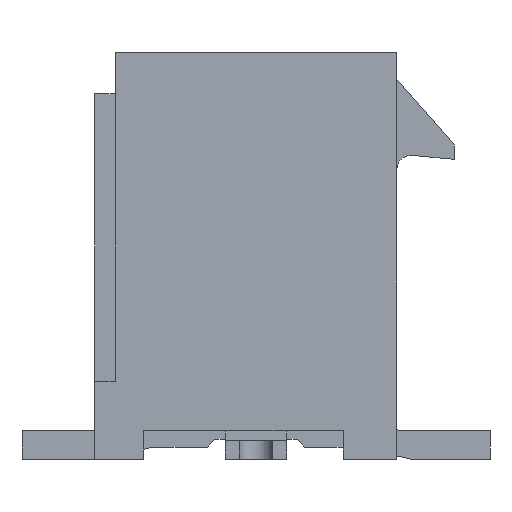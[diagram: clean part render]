
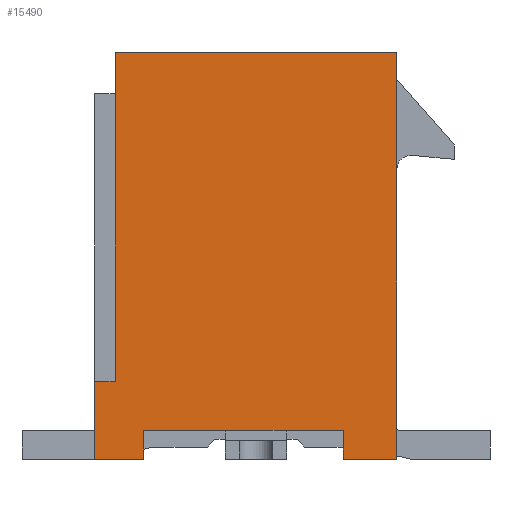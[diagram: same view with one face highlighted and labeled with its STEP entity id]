
A CAD part, left-side view. The second image highlights one B-rep face of the part: STEP entity #15490.
In plain terms, the highlighted face is planar.
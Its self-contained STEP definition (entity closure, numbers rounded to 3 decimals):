
#3694=ORIENTED_EDGE('',*,*,#6485,.F.);
#3695=ORIENTED_EDGE('',*,*,#6630,.F.);
#3696=ORIENTED_EDGE('',*,*,#6631,.F.);
#3697=ORIENTED_EDGE('',*,*,#6632,.F.);
#3698=ORIENTED_EDGE('',*,*,#6617,.F.);
#3699=ORIENTED_EDGE('',*,*,#6633,.T.);
#3700=ORIENTED_EDGE('',*,*,#6634,.T.);
#3701=ORIENTED_EDGE('',*,*,#6605,.T.);
#3702=ORIENTED_EDGE('',*,*,#6628,.T.);
#3703=ORIENTED_EDGE('',*,*,#6635,.F.);
#6485=EDGE_CURVE('',#8057,#8054,#10051,.T.);
#6605=EDGE_CURVE('',#8151,#8150,#10169,.T.);
#6617=EDGE_CURVE('',#8156,#8157,#10181,.T.);
#6628=EDGE_CURVE('',#8150,#8164,#10192,.T.);
#6630=EDGE_CURVE('',#8165,#8057,#10194,.T.);
#6631=EDGE_CURVE('',#8166,#8165,#10195,.T.);
#6632=EDGE_CURVE('',#8157,#8166,#10196,.T.);
#6633=EDGE_CURVE('',#8156,#8167,#10197,.T.);
#6634=EDGE_CURVE('',#8167,#8151,#10198,.T.);
#6635=EDGE_CURVE('',#8054,#8164,#10199,.T.);
#8054=VERTEX_POINT('',#24386);
#8057=VERTEX_POINT('',#24393);
#8150=VERTEX_POINT('',#24644);
#8151=VERTEX_POINT('',#24646);
#8156=VERTEX_POINT('',#24666);
#8157=VERTEX_POINT('',#24668);
#8164=VERTEX_POINT('',#24689);
#8165=VERTEX_POINT('',#24693);
#8166=VERTEX_POINT('',#24695);
#8167=VERTEX_POINT('',#24698);
#10051=LINE('',#24394,#12171);
#10169=LINE('',#24645,#12289);
#10181=LINE('',#24667,#12301);
#10192=LINE('',#24688,#12312);
#10194=LINE('',#24692,#12314);
#10195=LINE('',#24694,#12315);
#10196=LINE('',#24696,#12316);
#10197=LINE('',#24697,#12317);
#10198=LINE('',#24699,#12318);
#10199=LINE('',#24700,#12319);
#12171=VECTOR('',#19934,1000.);
#12289=VECTOR('',#20132,1000.);
#12301=VECTOR('',#20152,1000.);
#12312=VECTOR('',#20169,1000.);
#12314=VECTOR('',#20173,1000.);
#12315=VECTOR('',#20174,1000.);
#12316=VECTOR('',#20175,1000.);
#12317=VECTOR('',#20176,1000.);
#12318=VECTOR('',#20177,1000.);
#12319=VECTOR('',#20178,1000.);
#13101=EDGE_LOOP('',(#3694,#3695,#3696,#3697,#3698,#3699,#3700,#3701,#3702,
#3703));
#13923=FACE_BOUND('',#13101,.T.);
#14705=PLANE('',#16531);
#15490=ADVANCED_FACE('',(#13923),#14705,.T.);
#16531=AXIS2_PLACEMENT_3D('',#24691,#20171,#20172);
#19934=DIRECTION('',(0.,1.,0.));
#20132=DIRECTION('',(0.,0.,-1.));
#20152=DIRECTION('',(0.,1.,0.));
#20169=DIRECTION('',(0.,1.,0.));
#20171=DIRECTION('',(1.,0.,0.));
#20172=DIRECTION('',(0.,0.,-1.));
#20173=DIRECTION('',(0.,0.,-1.));
#20174=DIRECTION('',(0.,-1.,0.));
#20175=DIRECTION('',(0.,0.,-1.));
#20176=DIRECTION('',(0.,0.,-1.));
#20177=DIRECTION('',(0.,1.,0.));
#20178=DIRECTION('',(0.,0.,-1.));
#24386=CARTESIAN_POINT('',(13.85,4.95,-2.48));
#24393=CARTESIAN_POINT('',(13.85,4.25,-2.48));
#24394=CARTESIAN_POINT('',(13.85,-4.95,-2.48));
#24644=CARTESIAN_POINT('',(13.85,3.05,-3.68));
#24645=CARTESIAN_POINT('',(13.85,3.05,-3.18));
#24646=CARTESIAN_POINT('',(13.85,3.05,-3.18));
#24666=CARTESIAN_POINT('',(13.85,-4.95,3.68));
#24667=CARTESIAN_POINT('',(13.85,-4.95,3.68));
#24668=CARTESIAN_POINT('',(13.85,4.95,3.68));
#24688=CARTESIAN_POINT('',(13.85,-4.95,-3.68));
#24689=CARTESIAN_POINT('',(13.85,4.95,-3.68));
#24691=CARTESIAN_POINT('',(13.85,-4.95,3.68));
#24692=CARTESIAN_POINT('',(13.85,4.25,3.68));
#24693=CARTESIAN_POINT('',(13.85,4.25,2.37));
#24694=CARTESIAN_POINT('',(13.85,-4.95,2.37));
#24695=CARTESIAN_POINT('',(13.85,4.95,2.37));
#24696=CARTESIAN_POINT('',(13.85,4.95,3.68));
#24697=CARTESIAN_POINT('',(13.85,-4.95,3.68));
#24698=CARTESIAN_POINT('',(13.85,-4.95,-3.18));
#24699=CARTESIAN_POINT('',(13.85,3.05,-3.18));
#24700=CARTESIAN_POINT('',(13.85,4.95,3.68));
